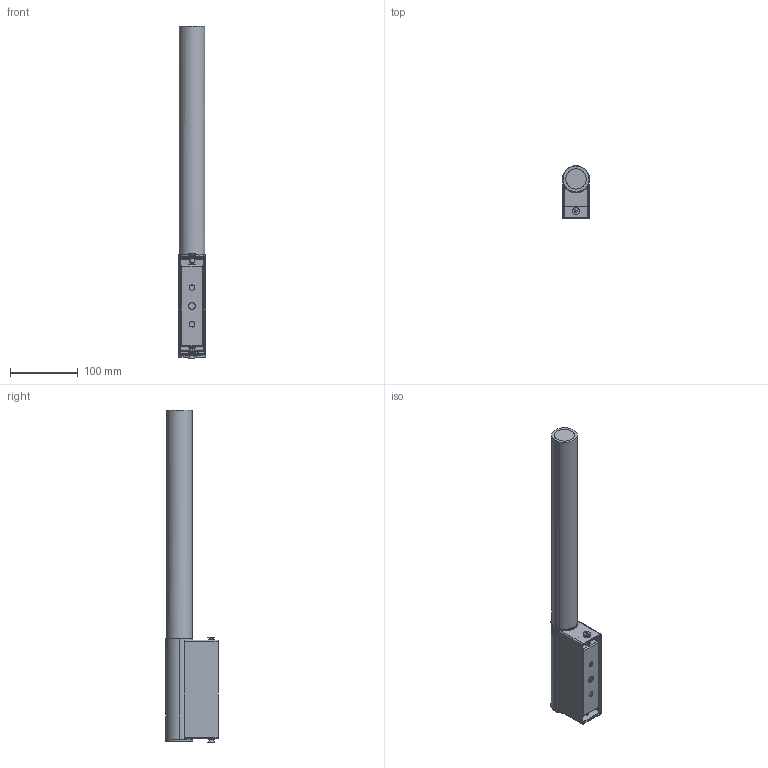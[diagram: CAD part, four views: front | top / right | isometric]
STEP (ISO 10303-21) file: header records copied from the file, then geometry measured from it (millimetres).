
FILE_DESCRIPTION (( 'STEP AP214' ), '1' );
FILE_NAME ('Assem Arevik Vella.STEP', '2019-02-20T12:48:15', ( '' ), ( '' ), 'SwSTEP 2.0', 'SolidWorks 2018', '' );
FILE_SCHEMA (( 'AUTOMOTIVE_DESIGN' ));
Length unit declared in the file: millimetre
Products named in the file (1): Assem Arevik Vella
Bounding box: 40 x 77.16 x 489.27 mm (x, y, z)
Volume: 207761.6 mm3; surface area: 168417.1 mm2
Topology: 15 solids, 15 shells, 867 faces, 2355 edges, 1526 vertices
Faces by surface type: cylinder 670, plane 143, bspline 30, torus 18, cone 6
Entity records: 71037 total; most frequent: CARTESIAN_POINT 42707, ORIENTED_EDGE 4710, DIRECTION 3175, EDGE_CURVE 2355, VERTEX_POINT 1526, AXIS2_PLACEMENT_3D 1140, EDGE_LOOP 915, VECTOR 895
